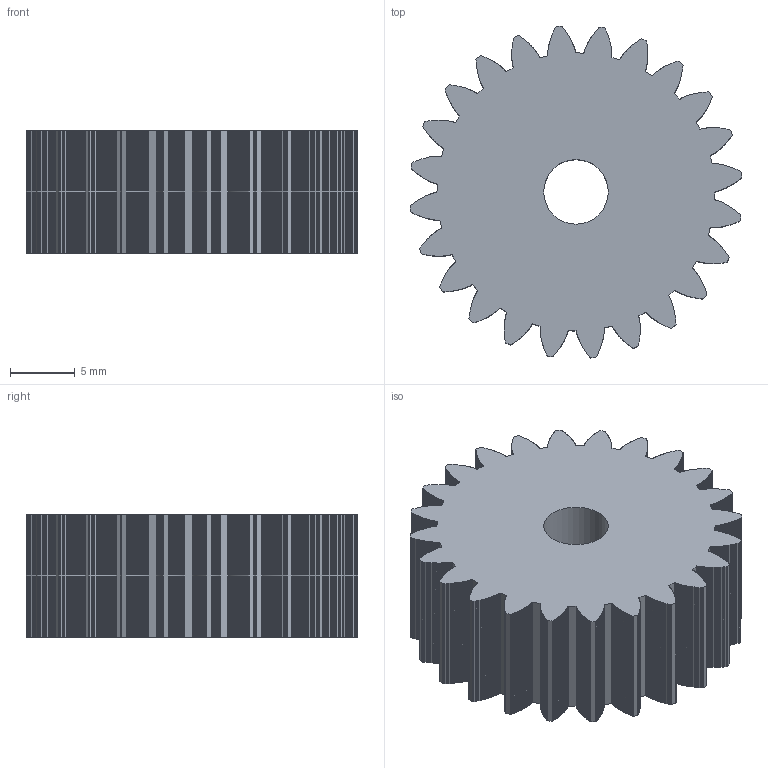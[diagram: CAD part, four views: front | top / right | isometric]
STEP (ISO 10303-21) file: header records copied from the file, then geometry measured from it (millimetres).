
FILE_DESCRIPTION(/* description */ (''),/* implementation_level */ '2;1');
FILE_NAME(/* name */ 'peeler_gear_l.step',/* time_stamp */ '2018-03-12T15:12:00+01:00',/* author */ (''),/* organization */ (''),/* preprocessor_version */ 'ST-DEVELOPER v16.13',/* originating_system */ 'Autodesk Translation Framework v6.5.0.72',/* authorisation */ '');
FILE_SCHEMA (('AUTOMOTIVE_DESIGN { 1 0 10303 214 3 1 1 }'));
Length unit declared in the file: millimetre
Products named in the file (1): peeler_gear_l
Bounding box: 25.7 x 25.7 x 9.5 mm (x, y, z)
Volume: 4011.7 mm3; surface area: 2316.2 mm2
Topology: 1 solids, 1 shells, 1827 faces, 5475 edges, 3650 vertices
Faces by surface type: plane 1826, cylinder 1
Full cylindrical faces by diameter (mm): 5 x1
Entity records: 60288 total; most frequent: CARTESIAN_POINT 10953, ORIENTED_EDGE 10950, DIRECTION 9133, EDGE_CURVE 5475, LINE 5473, VECTOR 5473, VERTEX_POINT 3650, AXIS2_PLACEMENT_3D 1830
